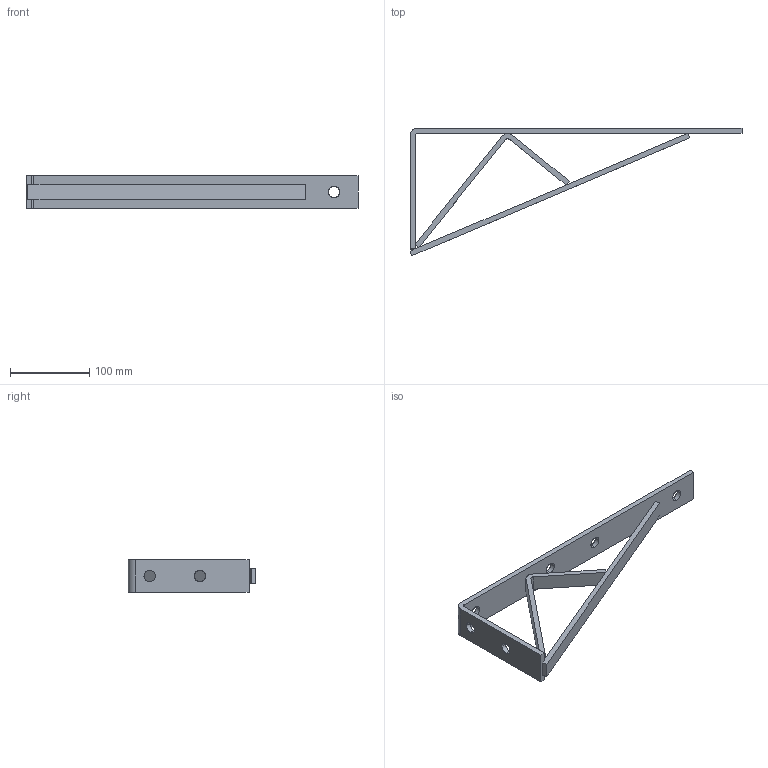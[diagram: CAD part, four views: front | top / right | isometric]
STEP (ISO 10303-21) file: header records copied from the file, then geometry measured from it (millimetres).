
FILE_DESCRIPTION(('TurboCAD Mac Pro'),'Build 980');
FILE_NAME('P1777.stp',' ',(''),(''),'ACIS Interop','IMSI','TurboCAD Mac Pro BY IMSI, INCORPORATED');
FILE_SCHEMA(('automotive_design'));
Length unit declared in the file: inch
Products named in the file (1): 1
Bounding box: 419.11 x 160.88 x 41.27 mm (x, y, z)
Volume: 220865.5 mm3; surface area: 87770.2 mm2
Topology: 1 solids, 1 shells, 54 faces, 153 edges, 102 vertices
Faces by surface type: bspline 30, plane 24
Entity records: 2389 total; most frequent: CARTESIAN_POINT 700, ORIENTED_EDGE 310, EDGE_CURVE 153, DIRECTION 143, VERTEX_POINT 102, LINE 93, VECTOR 93, EDGE_LOOP 71
